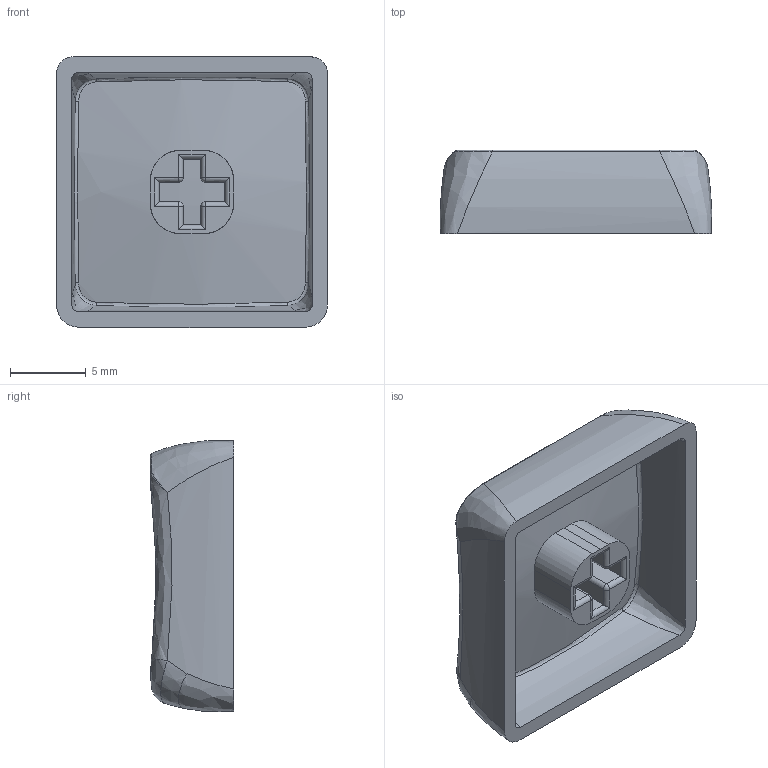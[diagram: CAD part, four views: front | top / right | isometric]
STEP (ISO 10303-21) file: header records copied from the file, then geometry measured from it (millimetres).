
FILE_DESCRIPTION(/* description */ (''),/* implementation_level */ '2;1');
FILE_NAME(/* name */ 'MX-homing-scoop-ridge.step',/* time_stamp */ '2022-10-28T22:55:59+03:00',/* author */ (''),/* organization */ (''),/* preprocessor_version */ 'ST-DEVELOPER v19.2',/* originating_system */ 'Autodesk Translation Framework v11.17.0.187',/* authorisation */ '');
FILE_SCHEMA (('AUTOMOTIVE_DESIGN { 1 0 10303 214 3 1 1 }'));
Length unit declared in the file: millimetre
Products named in the file (1): MX-homing-scoop-ridge
Bounding box: 17.9 x 5.5 x 17.9 mm (x, y, z)
Volume: 661.9 mm3; surface area: 1285.7 mm2
Topology: 1 solids, 1 shells, 92 faces, 223 edges, 134 vertices
Faces by surface type: bspline 34, cylinder 30, plane 22, sphere 6
Entity records: 4498 total; most frequent: CARTESIAN_POINT 2573, ORIENTED_EDGE 442, DIRECTION 310, EDGE_CURVE 221, VERTEX_POINT 134, AXIS2_PLACEMENT_3D 121, EDGE_LOOP 95, FACE_OUTER_BOUND 92
